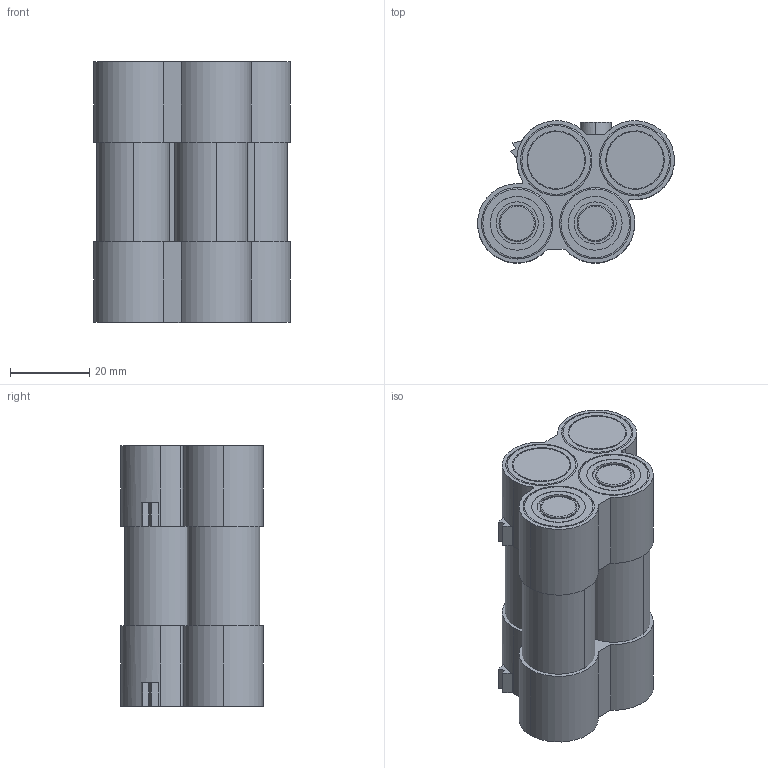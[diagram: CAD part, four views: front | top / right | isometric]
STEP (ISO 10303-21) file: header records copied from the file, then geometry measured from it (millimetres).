
FILE_DESCRIPTION (( 'STEP AP203' ), '1' );
FILE_NAME ('step.STEP', '2020-12-15T09:38:36', ( '' ), ( '' ), 'SwSTEP 2.0', 'SolidWorks 2019', '' );
FILE_SCHEMA (( 'CONFIG_CONTROL_DESIGN' ));
Length unit declared in the file: inch
Products named in the file (3): step; Samsung INR18650-25R; plastic
Assembly tree (6 placements, depth 2):
  step
    plastic  x2
    Samsung INR18650-25R  x4
Bounding box: 49.7 x 35.9 x 65.95 mm (x, y, z)
Surface area: 54592.5 mm2
Topology: 18 solids, 18 shells, 338 faces, 700 edges, 424 vertices
Faces by surface type: cylinder 154, torus 96, plane 88
Entity records: 3457 total; most frequent: DIRECTION 602, CARTESIAN_POINT 563, ORIENTED_EDGE 464, AXIS2_PLACEMENT_3D 259, EDGE_CURVE 232, CIRCLE 144, VERTEX_POINT 144, EDGE_LOOP 122
